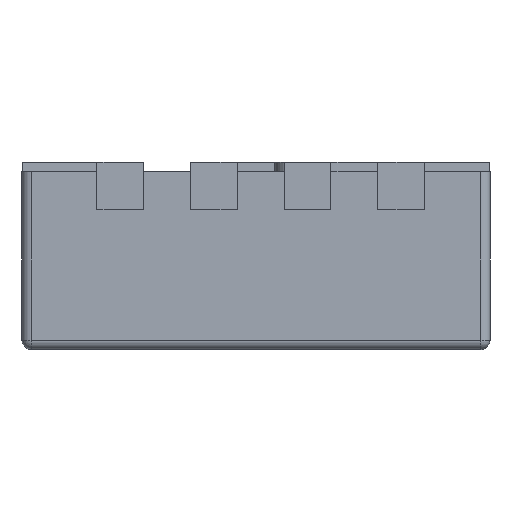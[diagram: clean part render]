
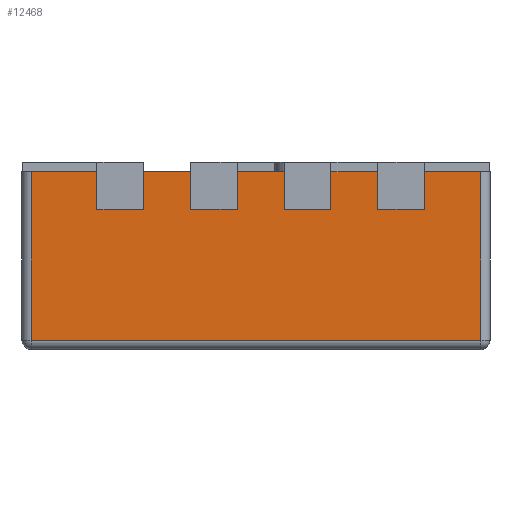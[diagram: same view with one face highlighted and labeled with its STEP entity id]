
A CAD part, front view. The second image highlights one B-rep face of the part: STEP entity #12468.
In plain terms, the highlighted planar face has unit normal (0, -1, 0).
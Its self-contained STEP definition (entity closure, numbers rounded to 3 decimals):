
#671=PLANE('',#13307);
#1065=LINE('',#16612,#2493);
#1073=LINE('',#16637,#2501);
#1080=LINE('',#16653,#2508);
#1124=LINE('',#16762,#2552);
#1128=LINE('',#16774,#2556);
#1132=LINE('',#16786,#2560);
#1136=LINE('',#16797,#2564);
#1173=LINE('',#16890,#2601);
#1198=LINE('',#16941,#2626);
#1223=LINE('',#16992,#2651);
#1242=LINE('',#17031,#2670);
#1312=LINE('',#17212,#2740);
#1317=LINE('',#17224,#2745);
#1352=LINE('',#17291,#2780);
#1357=LINE('',#17300,#2785);
#1358=LINE('',#17302,#2786);
#1359=LINE('',#17304,#2787);
#1360=LINE('',#17306,#2788);
#1362=LINE('',#17310,#2790);
#1363=LINE('',#17311,#2791);
#2493=VECTOR('',#13836,10.);
#2501=VECTOR('',#13864,10.);
#2508=VECTOR('',#13881,10.);
#2552=VECTOR('',#13953,10.);
#2556=VECTOR('',#13961,10.);
#2560=VECTOR('',#13969,10.);
#2564=VECTOR('',#13977,10.);
#2601=VECTOR('',#14046,10.);
#2626=VECTOR('',#14087,10.);
#2651=VECTOR('',#14128,10.);
#2670=VECTOR('',#14159,10.);
#2740=VECTOR('',#14331,10.);
#2745=VECTOR('',#14346,10.);
#2780=VECTOR('',#14437,10.);
#2785=VECTOR('',#14446,10.);
#2786=VECTOR('',#14449,10.);
#2787=VECTOR('',#14452,10.);
#2788=VECTOR('',#14455,10.);
#2790=VECTOR('',#14461,10.);
#2791=VECTOR('',#14462,10.);
#4088=FACE_OUTER_BOUND('',#4784,.T.);
#4784=EDGE_LOOP('',(#9210,#9211,#9212,#9213,#9214,#9215,#9216,#9217,#9218,
#9219,#9220,#9221,#9222,#9223,#9224,#9225,#9226,#9227,#9228,#9229));
#5487=VERTEX_POINT('',#16592);
#5492=VERTEX_POINT('',#16605);
#5501=VERTEX_POINT('',#16635);
#5504=VERTEX_POINT('',#16649);
#5556=VERTEX_POINT('',#16761);
#5561=VERTEX_POINT('',#16771);
#5562=VERTEX_POINT('',#16773);
#5567=VERTEX_POINT('',#16783);
#5568=VERTEX_POINT('',#16785);
#5573=VERTEX_POINT('',#16795);
#5612=VERTEX_POINT('',#16888);
#5613=VERTEX_POINT('',#16889);
#5630=VERTEX_POINT('',#16939);
#5631=VERTEX_POINT('',#16940);
#5648=VERTEX_POINT('',#16990);
#5649=VERTEX_POINT('',#16991);
#5662=VERTEX_POINT('',#17029);
#5663=VERTEX_POINT('',#17030);
#5728=VERTEX_POINT('',#17288);
#5731=VERTEX_POINT('',#17298);
#6741=EDGE_CURVE('',#5492,#5487,#1065,.T.);
#6754=EDGE_CURVE('',#5501,#5492,#1073,.T.);
#6763=EDGE_CURVE('',#5487,#5504,#1080,.T.);
#6819=EDGE_CURVE('',#5504,#5556,#1124,.T.);
#6825=EDGE_CURVE('',#5561,#5562,#1128,.T.);
#6831=EDGE_CURVE('',#5567,#5568,#1132,.T.);
#6837=EDGE_CURVE('',#5573,#5501,#1136,.T.);
#6882=EDGE_CURVE('',#5612,#5613,#1173,.T.);
#6907=EDGE_CURVE('',#5630,#5631,#1198,.T.);
#6932=EDGE_CURVE('',#5648,#5649,#1223,.T.);
#6951=EDGE_CURVE('',#5662,#5663,#1242,.T.);
#7043=EDGE_CURVE('',#5649,#5556,#1312,.T.);
#7049=EDGE_CURVE('',#5631,#5562,#1317,.T.);
#7085=EDGE_CURVE('',#5613,#5728,#1352,.T.);
#7090=EDGE_CURVE('',#5731,#5662,#1357,.T.);
#7091=EDGE_CURVE('',#5573,#5612,#1358,.T.);
#7092=EDGE_CURVE('',#5663,#5568,#1359,.T.);
#7093=EDGE_CURVE('',#5561,#5648,#1360,.T.);
#7095=EDGE_CURVE('',#5731,#5728,#1362,.T.);
#7096=EDGE_CURVE('',#5567,#5630,#1363,.T.);
#9210=ORIENTED_EDGE('',*,*,#6754,.F.);
#9211=ORIENTED_EDGE('',*,*,#6837,.F.);
#9212=ORIENTED_EDGE('',*,*,#7091,.T.);
#9213=ORIENTED_EDGE('',*,*,#6882,.T.);
#9214=ORIENTED_EDGE('',*,*,#7085,.T.);
#9215=ORIENTED_EDGE('',*,*,#7095,.F.);
#9216=ORIENTED_EDGE('',*,*,#7090,.T.);
#9217=ORIENTED_EDGE('',*,*,#6951,.T.);
#9218=ORIENTED_EDGE('',*,*,#7092,.T.);
#9219=ORIENTED_EDGE('',*,*,#6831,.F.);
#9220=ORIENTED_EDGE('',*,*,#7096,.T.);
#9221=ORIENTED_EDGE('',*,*,#6907,.T.);
#9222=ORIENTED_EDGE('',*,*,#7049,.T.);
#9223=ORIENTED_EDGE('',*,*,#6825,.F.);
#9224=ORIENTED_EDGE('',*,*,#7093,.T.);
#9225=ORIENTED_EDGE('',*,*,#6932,.T.);
#9226=ORIENTED_EDGE('',*,*,#7043,.T.);
#9227=ORIENTED_EDGE('',*,*,#6819,.F.);
#9228=ORIENTED_EDGE('',*,*,#6763,.F.);
#9229=ORIENTED_EDGE('',*,*,#6741,.F.);
#12468=ADVANCED_FACE('',(#4088),#671,.T.);
#13307=AXIS2_PLACEMENT_3D('',#17309,#14459,#14460);
#13836=DIRECTION('',(-1.,0.,0.));
#13864=DIRECTION('',(0.,0.,-1.));
#13881=DIRECTION('',(0.,0.,1.));
#13953=DIRECTION('',(1.,0.,0.));
#13961=DIRECTION('',(1.,0.,0.));
#13969=DIRECTION('',(1.,0.,0.));
#13977=DIRECTION('',(1.,0.,0.));
#14046=DIRECTION('',(-1.,0.,0.));
#14087=DIRECTION('',(-1.,0.,0.));
#14128=DIRECTION('',(-1.,0.,0.));
#14159=DIRECTION('',(-1.,0.,0.));
#14331=DIRECTION('',(0.,0.,1.));
#14346=DIRECTION('',(0.,0.,1.));
#14437=DIRECTION('',(0.,0.,1.));
#14446=DIRECTION('',(0.,0.,-1.));
#14449=DIRECTION('',(0.,0.,-1.));
#14452=DIRECTION('',(0.,0.,1.));
#14455=DIRECTION('',(0.,0.,-1.));
#14459=DIRECTION('center_axis',(0.,-1.,0.));
#14460=DIRECTION('ref_axis',(1.,0.,0.));
#14461=DIRECTION('',(1.,0.,0.));
#14462=DIRECTION('',(0.,0.,-1.));
#16592=CARTESIAN_POINT('',(-1.2,-1.5,0.05));
#16605=CARTESIAN_POINT('',(1.2,-1.5,0.05));
#16612=CARTESIAN_POINT('',(-0.625,-1.5,0.05));
#16635=CARTESIAN_POINT('',(1.2,-1.5,0.95));
#16637=CARTESIAN_POINT('',(1.2,-1.5,0.));
#16649=CARTESIAN_POINT('',(-1.2,-1.5,0.95));
#16653=CARTESIAN_POINT('',(-1.2,-1.5,0.));
#16761=CARTESIAN_POINT('',(-0.85,-1.5,0.95));
#16762=CARTESIAN_POINT('',(-1.25,-1.5,0.95));
#16771=CARTESIAN_POINT('',(-0.6,-1.5,0.95));
#16773=CARTESIAN_POINT('',(-0.35,-1.5,0.95));
#16774=CARTESIAN_POINT('',(-1.25,-1.5,0.95));
#16783=CARTESIAN_POINT('',(-0.1,-1.5,0.95));
#16785=CARTESIAN_POINT('',(0.15,-1.5,0.95));
#16786=CARTESIAN_POINT('',(-1.25,-1.5,0.95));
#16795=CARTESIAN_POINT('',(0.9,-1.5,0.95));
#16797=CARTESIAN_POINT('',(-1.25,-1.5,0.95));
#16888=CARTESIAN_POINT('',(0.9,-1.5,0.75));
#16889=CARTESIAN_POINT('',(0.65,-1.5,0.75));
#16890=CARTESIAN_POINT('',(-0.238,-1.5,0.75));
#16939=CARTESIAN_POINT('',(-0.1,-1.5,0.75));
#16940=CARTESIAN_POINT('',(-0.35,-1.5,0.75));
#16941=CARTESIAN_POINT('',(-0.738,-1.5,0.75));
#16990=CARTESIAN_POINT('',(-0.6,-1.5,0.75));
#16991=CARTESIAN_POINT('',(-0.85,-1.5,0.75));
#16992=CARTESIAN_POINT('',(-0.988,-1.5,0.75));
#17029=CARTESIAN_POINT('',(0.4,-1.5,0.75));
#17030=CARTESIAN_POINT('',(0.15,-1.5,0.75));
#17031=CARTESIAN_POINT('',(-0.488,-1.5,0.75));
#17212=CARTESIAN_POINT('',(-0.85,-1.5,0.475));
#17224=CARTESIAN_POINT('',(-0.35,-1.5,0.475));
#17288=CARTESIAN_POINT('',(0.65,-1.5,0.95));
#17291=CARTESIAN_POINT('',(0.65,-1.5,0.475));
#17298=CARTESIAN_POINT('',(0.4,-1.5,0.95));
#17300=CARTESIAN_POINT('',(0.4,-1.5,0.475));
#17302=CARTESIAN_POINT('',(0.9,-1.5,0.45));
#17304=CARTESIAN_POINT('',(0.15,-1.5,0.45));
#17306=CARTESIAN_POINT('',(-0.6,-1.5,0.475));
#17309=CARTESIAN_POINT('Origin',(-1.25,-1.5,0.));
#17310=CARTESIAN_POINT('',(-1.25,-1.5,0.95));
#17311=CARTESIAN_POINT('',(-0.1,-1.5,0.475));
